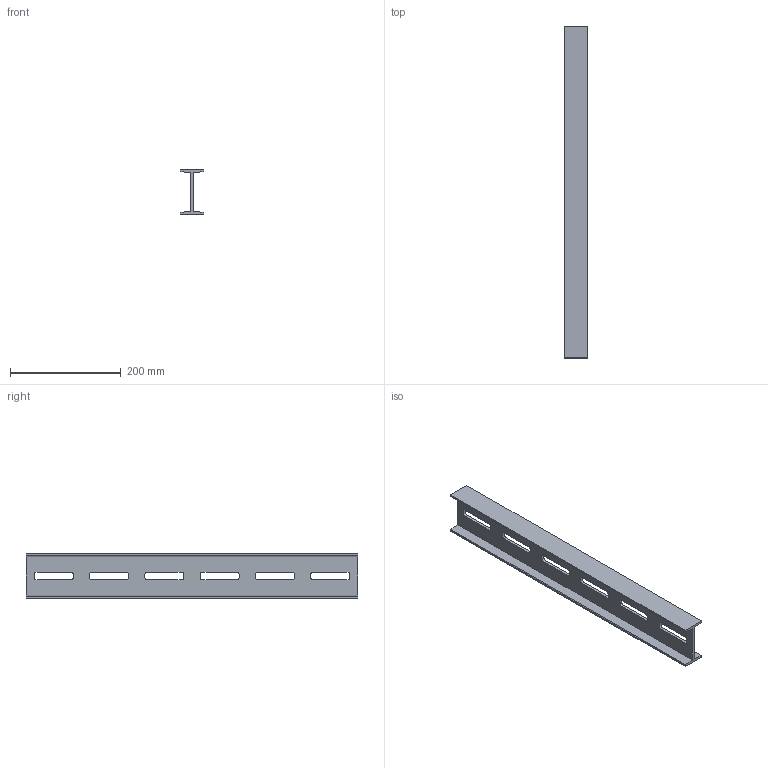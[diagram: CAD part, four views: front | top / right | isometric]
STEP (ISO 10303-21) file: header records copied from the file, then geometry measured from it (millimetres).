
FILE_DESCRIPTION((''),'2;1');
FILE_NAME('700260_PRT','2019-03-26T10:35:54',('tomasz.grudniewski'),(''),'CREO PARAMETRIC BY PTC INC, 2018500','CREO PARAMETRIC BY PTC INC, 2018500','');
FILE_SCHEMA(('CONFIG_CONTROL_DESIGN'));
Length unit declared in the file: millimetre
Products named in the file (1): 700260_PRT
Bounding box: 42 x 600 x 80 mm (x, y, z)
Volume: 397804.7 mm3; surface area: 181238.5 mm2
Topology: 1 solids, 1 shells, 66 faces, 192 edges, 128 vertices
Faces by surface type: plane 42, cylinder 24
Entity records: 2246 total; most frequent: CARTESIAN_POINT 386, ORIENTED_EDGE 384, DIRECTION 372, EDGE_CURVE 192, VECTOR 144, LINE 144, VERTEX_POINT 128, AXIS2_PLACEMENT_3D 114
